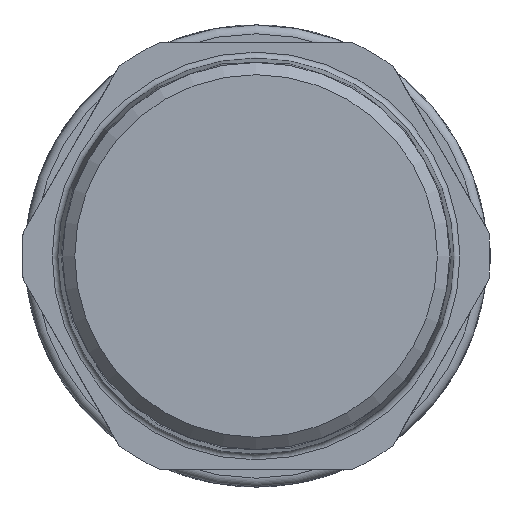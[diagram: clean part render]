
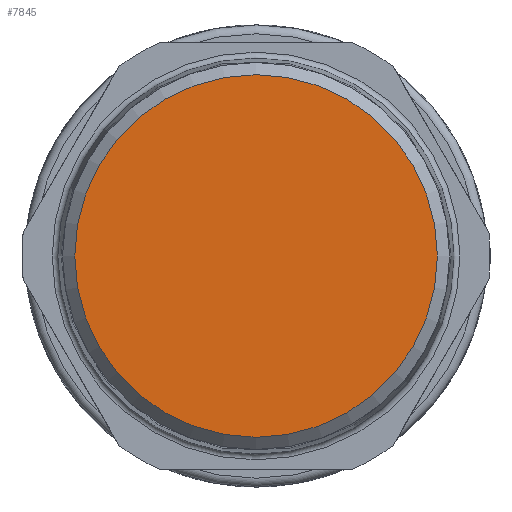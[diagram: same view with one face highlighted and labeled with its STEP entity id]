
A CAD part, left-side view. The second image highlights one B-rep face of the part: STEP entity #7845.
In plain terms, the highlighted planar face has unit normal (-1, 0, 0).
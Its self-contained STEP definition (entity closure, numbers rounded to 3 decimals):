
#737=CIRCLE('',#8806,15.297);
#1292=FACE_OUTER_BOUND('',#1709,.T.);
#1709=EDGE_LOOP('',(#6836));
#3377=VERTEX_POINT('',#16731);
#4538=EDGE_CURVE('',#3377,#3377,#737,.T.);
#6836=ORIENTED_EDGE('',*,*,#4538,.F.);
#7054=PLANE('',#8805);
#7845=ADVANCED_FACE('',(#1292),#7054,.T.);
#8805=AXIS2_PLACEMENT_3D('',#16730,#10926,#10927);
#8806=AXIS2_PLACEMENT_3D('',#16732,#10928,#10929);
#10926=DIRECTION('center_axis',(-1.,0.,0.));
#10927=DIRECTION('ref_axis',(0.,0.,
-1.));
#10928=DIRECTION('center_axis',(1.,0.,0.));
#10929=DIRECTION('ref_axis',(0.,1.,0.));
#16730=CARTESIAN_POINT('Origin',(-24.475,-16.297,0.));
#16731=CARTESIAN_POINT('',(-24.475,-15.297,0.));
#16732=CARTESIAN_POINT('Origin',(-24.475,0.,0.));
